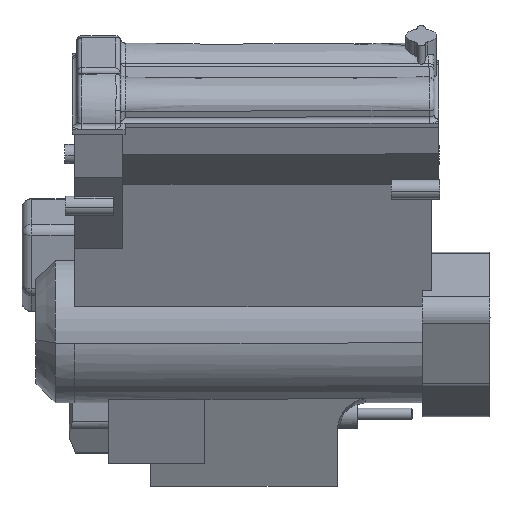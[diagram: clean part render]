
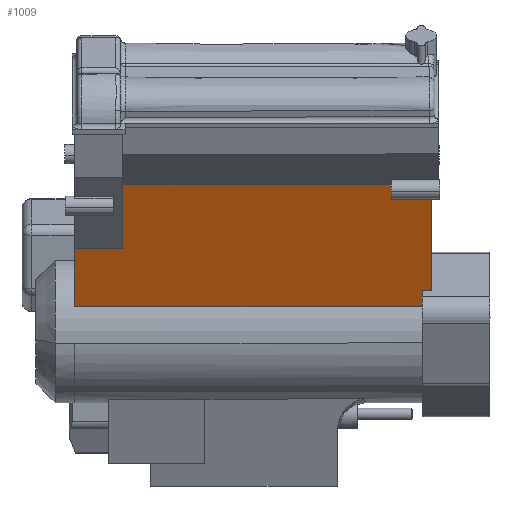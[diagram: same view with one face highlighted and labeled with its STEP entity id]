
A CAD part, left-side view. The second image highlights one B-rep face of the part: STEP entity #1009.
In plain terms, the highlighted face is planar.
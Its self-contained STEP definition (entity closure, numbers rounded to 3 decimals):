
#365=CARTESIAN_POINT('Cartesian Point',(-304.163,263.7,271.346)) ;
#368=CARTESIAN_POINT('Line Origine',(-304.163,238.7,271.346)) ;
#372=CARTESIAN_POINT('Cartesian Point',(-304.163,213.7,271.346)) ;
#401=CARTESIAN_POINT('Line Origine',(-314.348,213.7,306.882)) ;
#405=CARTESIAN_POINT('Cartesian Point',(-324.534,213.7,342.417)) ;
#608=CARTESIAN_POINT('Cartesian Point',(-324.534,-106.52,342.417)) ;
#611=CARTESIAN_POINT('Line Origine',(-307.682,-106.52,283.625)) ;
#615=CARTESIAN_POINT('Cartesian Point',(-290.831,-106.52,224.834)) ;
#935=CARTESIAN_POINT('Line Origine',(-290.831,-101.76,224.834)) ;
#939=CARTESIAN_POINT('Cartesian Point',(-290.831,-97.,224.834)) ;
#970=CARTESIAN_POINT('Axis2P3D Location',(-285.557,-106.52,206.433)) ;
#975=CARTESIAN_POINT('Line Origine',(-294.86,263.7,238.89)) ;
#979=CARTESIAN_POINT('Cartesian Point',(-285.557,263.7,206.433)) ;
#982=CARTESIAN_POINT('Line Origine',(-285.557,83.35,206.433)) ;
#986=CARTESIAN_POINT('Cartesian Point',(-285.557,-97.,206.433)) ;
#989=CARTESIAN_POINT('Line Origine',(-288.194,-97.,215.633)) ;
#994=CARTESIAN_POINT('Line Origine',(-324.534,53.59,342.417)) ;
#369=DIRECTION('Vector Direction',(0.,-1.,0.)) ;
#402=DIRECTION('Vector Direction',(0.276,0.,-0.961)) ;
#612=DIRECTION('Vector Direction',(-0.276,0.,0.961)) ;
#936=DIRECTION('Vector Direction',(0.,1.,0.)) ;
#971=DIRECTION('Axis2P3D Direction',(-0.961,0.,-0.276)) ;
#972=DIRECTION('Axis2P3D XDirection',(-0.276,0.,0.961)) ;
#976=DIRECTION('Vector Direction',(-0.276,0.,0.961)) ;
#983=DIRECTION('Vector Direction',(0.,-1.,0.)) ;
#990=DIRECTION('Vector Direction',(-0.276,0.,0.961)) ;
#995=DIRECTION('Vector Direction',(0.,-1.,0.)) ;
#973=AXIS2_PLACEMENT_3D('Plane Axis2P3D',#970,#971,#972) ;
#1000=ORIENTED_EDGE('Oriented Edge',*,*,#981,.F.) ;
#1001=ORIENTED_EDGE('Oriented Edge',*,*,#988,.T.) ;
#1002=ORIENTED_EDGE('Oriented Edge',*,*,#993,.T.) ;
#1003=ORIENTED_EDGE('Oriented Edge',*,*,#941,.F.) ;
#1004=ORIENTED_EDGE('Oriented Edge',*,*,#617,.T.) ;
#1005=ORIENTED_EDGE('Oriented Edge',*,*,#998,.T.) ;
#1006=ORIENTED_EDGE('Oriented Edge',*,*,#407,.T.) ;
#1007=ORIENTED_EDGE('Oriented Edge',*,*,#374,.F.) ;
#370=VECTOR('Line Direction',#369,1.) ;
#403=VECTOR('Line Direction',#402,1.) ;
#613=VECTOR('Line Direction',#612,1.) ;
#937=VECTOR('Line Direction',#936,1.) ;
#977=VECTOR('Line Direction',#976,1.) ;
#984=VECTOR('Line Direction',#983,1.) ;
#991=VECTOR('Line Direction',#990,1.) ;
#996=VECTOR('Line Direction',#995,1.) ;
#1009=ADVANCED_FACE('Advanced Face',(#1008),#974,.T.) ;
#374=EDGE_CURVE('Edge Curve',#366,#373,#371,.T.) ;
#407=EDGE_CURVE('Edge Curve',#406,#373,#404,.T.) ;
#617=EDGE_CURVE('Edge Curve',#616,#609,#614,.T.) ;
#941=EDGE_CURVE('Edge Curve',#616,#940,#938,.T.) ;
#981=EDGE_CURVE('Edge Curve',#980,#366,#978,.T.) ;
#988=EDGE_CURVE('Edge Curve',#980,#987,#985,.T.) ;
#993=EDGE_CURVE('Edge Curve',#987,#940,#992,.T.) ;
#998=EDGE_CURVE('Edge Curve',#609,#406,#997,.F.) ;
#999=EDGE_LOOP('Oriented Loop',(#1000,#1001,#1002,#1003,#1004,#1005,#1006,#1007)) ;
#1008=FACE_OUTER_BOUND('Face Bound',#999,.T.) ;
#371=LINE('Line',#368,#370) ;
#404=LINE('Line',#401,#403) ;
#614=LINE('Line',#611,#613) ;
#938=LINE('Line',#935,#937) ;
#978=LINE('Line',#975,#977) ;
#985=LINE('Line',#982,#984) ;
#992=LINE('Line',#989,#991) ;
#997=LINE('Line',#994,#996) ;
#974=PLANE('Plane',#973) ;
#366=VERTEX_POINT('Vertex Point',#365) ;
#373=VERTEX_POINT('Vertex Point',#372) ;
#406=VERTEX_POINT('Vertex Point',#405) ;
#609=VERTEX_POINT('Vertex Point',#608) ;
#616=VERTEX_POINT('Vertex Point',#615) ;
#940=VERTEX_POINT('Vertex Point',#939) ;
#980=VERTEX_POINT('Vertex Point',#979) ;
#987=VERTEX_POINT('Vertex Point',#986) ;
